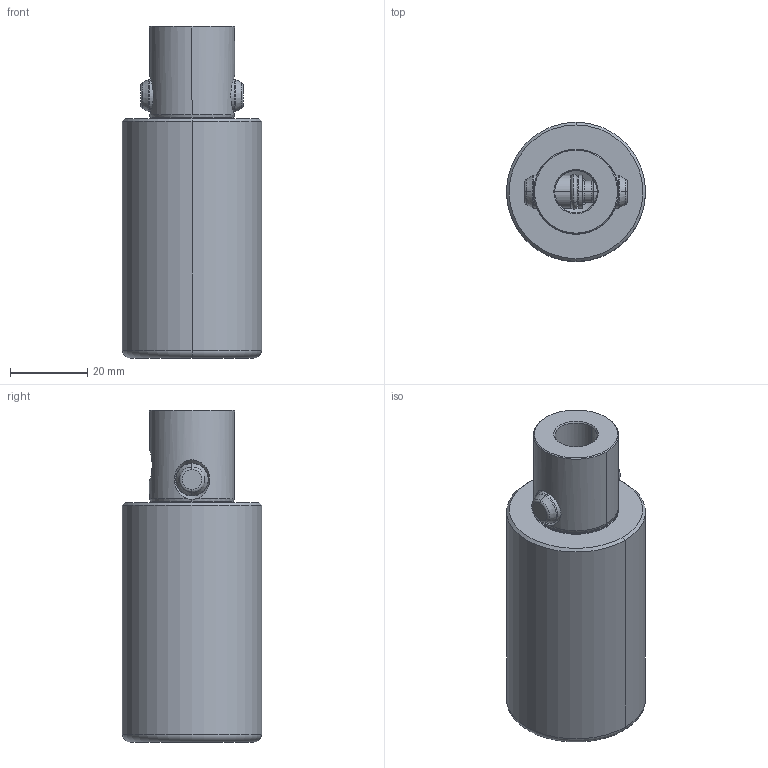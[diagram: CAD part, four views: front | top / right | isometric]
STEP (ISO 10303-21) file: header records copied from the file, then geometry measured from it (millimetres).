
FILE_DESCRIPTION(('no description'),'unknown implementation level');
FILE_NAME('ACADAF09-763A-498D-AA1F-AF8E080B1693_export.stp',' ',('CIMSOURCE GmbH'),('CADClick - KiM GmbH - www.kimweb.de'),'unknown preprocess','ACIS','unknown authorization');
FILE_SCHEMA(('automotive_design'));
Length unit declared in the file: millimetre
Products named in the file (3): 335.764 Kaiser XMGT6-62 X CK4|335.764 Kaiser XMGT6-62 X CK4;<N144.12 CK4B Zapfen>-<K�rper-Verschieben/Kopieren2>; 335.764 Kaiser XMGT6-62 X CK4|691.504 Kaiser ETL D8,5 X 27K|692.286 O-Ring 6x1.5;Rotation1; 335.764 Kaiser XMGT6-62 X CK4|691.504 Kaiser ETL D8,5 X 27K|691.524 Mitnehmerbolzen;Rotation1
Bounding box: 36 x 36 x 85.9 mm (x, y, z)
Volume: 66196.1 mm3; surface area: 13388.3 mm2
Topology: 3 solids, 3 shells, 84 faces, 179 edges, 102 vertices
Faces by surface type: torus 26, cylinder 26, cone 20, plane 12
Entity records: 4839 total; most frequent: CARTESIAN_POINT 803, DIRECTION 457, STYLED_ITEM 368, PRESENTATION_STYLE_ASSIGNMENT 368, COLOUR_RGB 368, ORIENTED_EDGE 358, AXIS2_PLACEMENT_3D 204, EDGE_CURVE 179
